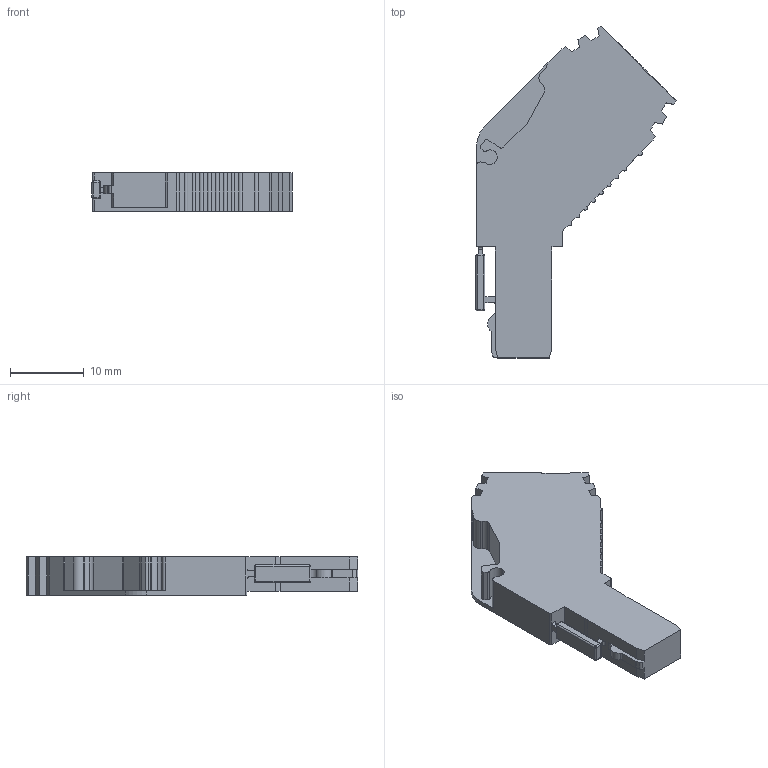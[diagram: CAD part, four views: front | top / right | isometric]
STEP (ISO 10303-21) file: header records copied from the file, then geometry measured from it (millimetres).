
FILE_DESCRIPTION (( 'STEP AP214' ), '1' );
FILE_NAME ('310899_SG_PT 2.5_AN_1L_Grey.STEP', '2017-09-27T11:47:15', ( '' ), ( '' ), 'SwSTEP 2.0', 'SolidWorks 2017', '' );
FILE_SCHEMA (( 'AUTOMOTIVE_DESIGN' ));
Length unit declared in the file: millimetre
Products named in the file (1): 310899_SG_PT 2.5_AN_1L_Grey
Bounding box: 27.16 x 45.07 x 5.2 mm (x, y, z)
Volume: 2902.7 mm3; surface area: 1963.1 mm2
Topology: 1 solids, 1 shells, 180 faces, 507 edges, 324 vertices
Faces by surface type: plane 108, cylinder 64, bspline 8
Entity records: 5849 total; most frequent: CARTESIAN_POINT 1130, ORIENTED_EDGE 998, DIRECTION 971, EDGE_CURVE 499, LINE 369, VECTOR 369, VERTEX_POINT 324, AXIS2_PLACEMENT_3D 301
